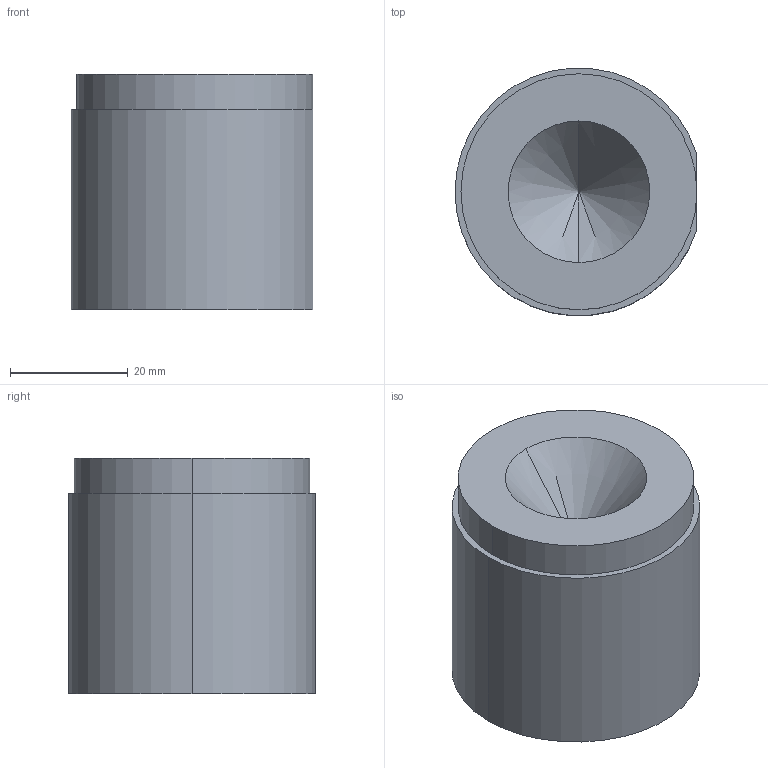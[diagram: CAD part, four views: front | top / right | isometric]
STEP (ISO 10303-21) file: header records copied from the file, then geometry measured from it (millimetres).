
FILE_DESCRIPTION (( 'STEP AP214' ), '1' );
FILE_NAME ('528200.STEP', '2022-04-22T01:44:50', ( '' ), ( '' ), 'SwSTEP 2.0', 'SolidWorks 2020', '' );
FILE_SCHEMA (( 'AUTOMOTIVE_DESIGN' ));
Length unit declared in the file: millimetre
Products named in the file (1): 528200
Bounding box: 41 x 41.89 x 40 mm (x, y, z)
Volume: 40013.6 mm3; surface area: 11764.5 mm2
Topology: 1 solids, 1 shells, 21 faces, 50 edges, 29 vertices
Faces by surface type: cylinder 10, cone 6, plane 5
Entity records: 630 total; most frequent: DIRECTION 112, CARTESIAN_POINT 95, ORIENTED_EDGE 88, AXIS2_PLACEMENT_3D 46, EDGE_CURVE 44, VERTEX_POINT 29, EDGE_LOOP 25, CIRCLE 24
